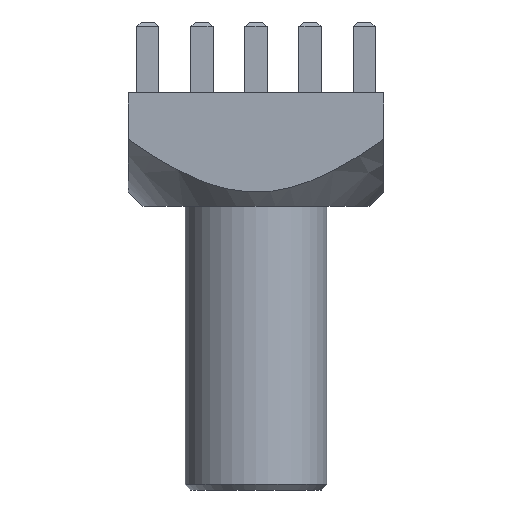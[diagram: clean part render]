
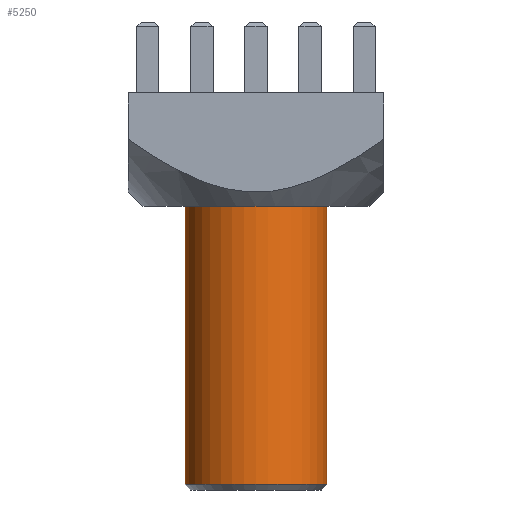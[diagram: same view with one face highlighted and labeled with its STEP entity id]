
A CAD part, front view. The second image highlights one B-rep face of the part: STEP entity #5250.
In plain terms, the highlighted cylindrical face has radius 5 mm (diameter 10 mm), a partial arc.
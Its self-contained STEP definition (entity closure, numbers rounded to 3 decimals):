
#39 = VECTOR ( 'NONE', #1571, 1000. ) ;
#44 = VECTOR ( 'NONE', #1582, 1000. ) ;
#527 = CARTESIAN_POINT ( 'NONE',  ( 0., 0., 0. ) ) ;
#528 = DIRECTION ( 'NONE',  ( 0., 0., -1. ) ) ;
#529 = DIRECTION ( 'NONE',  ( -1., 0., 0. ) ) ;
#953 = EDGE_CURVE ( 'NONE', #4349, #4309, #2760, .T. ) ;
#1400 = AXIS2_PLACEMENT_3D ( 'NONE', #5063, #5046, #5069 ) ;
#1568 = CARTESIAN_POINT ( 'NONE',  ( 5., 0., -20. ) ) ;
#1570 = CARTESIAN_POINT ( 'NONE',  ( -5., 0., -20. ) ) ;
#1571 = DIRECTION ( 'NONE',  ( 0., 0., 1. ) ) ;
#1573 = LINE ( 'NONE', #1568, #44 ) ;
#1582 = DIRECTION ( 'NONE',  ( 0., 0., 1. ) ) ;
#1724 = CARTESIAN_POINT ( 'NONE',  ( 5., 0., -19.6 ) ) ;
#1726 = CARTESIAN_POINT ( 'NONE',  ( -5., 0., 0. ) ) ;
#1764 = CARTESIAN_POINT ( 'NONE',  ( -5., 0., -19.6 ) ) ;
#1767 = CARTESIAN_POINT ( 'NONE',  ( 5., 0., 0. ) ) ;
#2077 = CARTESIAN_POINT ( 'NONE',  ( 0., 0., -19.6 ) ) ;
#2078 = DIRECTION ( 'NONE',  ( 0., 0., 1. ) ) ;
#2079 = DIRECTION ( 'NONE',  ( -1., 0., 0. ) ) ;
#2558 = LINE ( 'NONE', #1570, #39 ) ;
#2716 = EDGE_LOOP ( 'NONE', ( #6156, #6157, #6158, #6159 ) ) ;
#2760 = CIRCLE ( 'NONE', #2763, 5. ) ;
#2763 = AXIS2_PLACEMENT_3D ( 'NONE', #2077, #2078, #2079 ) ;
#3648 = EDGE_CURVE ( 'NONE', #4352, #4308, #3793, .T. ) ;
#3747 = EDGE_CURVE ( 'NONE', #4349, #4308, #2558, .T. ) ;
#3751 = EDGE_CURVE ( 'NONE', #4309, #4352, #1573, .T. ) ;
#3793 = CIRCLE ( 'NONE', #3797, 5. ) ;
#3797 = AXIS2_PLACEMENT_3D ( 'NONE', #527, #528, #529 ) ;
#4308 = VERTEX_POINT ( 'NONE', #1726 ) ;
#4309 = VERTEX_POINT ( 'NONE', #1724 ) ;
#4349 = VERTEX_POINT ( 'NONE', #1764 ) ;
#4352 = VERTEX_POINT ( 'NONE', #1767 ) ;
#5046 = DIRECTION ( 'NONE',  ( 0., 0., 1. ) ) ;
#5062 = FACE_OUTER_BOUND ( 'NONE', #2716, .T. ) ;
#5063 = CARTESIAN_POINT ( 'NONE',  ( 0., 0., -20. ) ) ;
#5067 = CYLINDRICAL_SURFACE ( 'NONE', #1400, 5. ) ;
#5069 = DIRECTION ( 'NONE',  ( 1., 0., 0. ) ) ;
#5250 = ADVANCED_FACE ( 'NONE', ( #5062 ), #5067, .T. ) ;
#6156 = ORIENTED_EDGE ( 'NONE', *, *, #3747, .F. ) ;
#6157 = ORIENTED_EDGE ( 'NONE', *, *, #953, .T. ) ;
#6158 = ORIENTED_EDGE ( 'NONE', *, *, #3751, .T. ) ;
#6159 = ORIENTED_EDGE ( 'NONE', *, *, #3648, .T. ) ;
